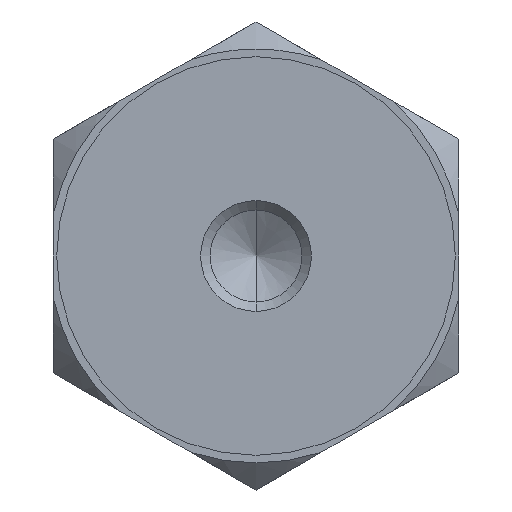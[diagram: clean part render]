
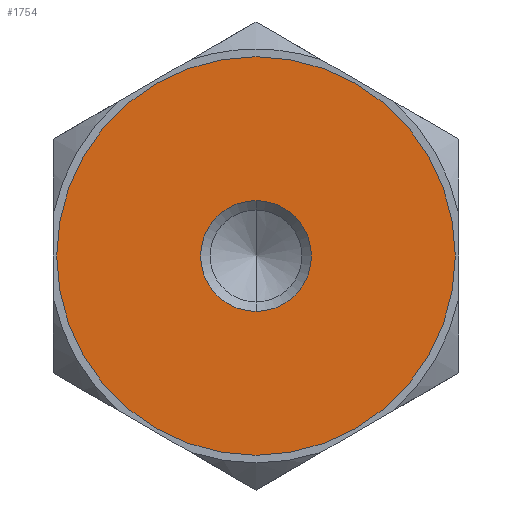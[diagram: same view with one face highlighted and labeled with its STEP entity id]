
A CAD part, front view. The second image highlights one B-rep face of the part: STEP entity #1754.
In plain terms, the highlighted planar face has unit normal (0, -1, 0).
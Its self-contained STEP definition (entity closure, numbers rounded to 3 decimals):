
#854=CARTESIAN_POINT('',(0.,-44.,0.));
#855=DIRECTION('',(0.,-1.,0.));
#856=DIRECTION('',(0.,0.,1.));
#857=AXIS2_PLACEMENT_3D('',#854,#855,#856);
#862=CARTESIAN_POINT('',(0.,-44.,0.));
#863=DIRECTION('',(0.,-1.,0.));
#864=DIRECTION('',(0.,0.,-1.));
#865=AXIS2_PLACEMENT_3D('',#862,#863,#864);
#870=CARTESIAN_POINT('',(0.,-44.,0.));
#871=DIRECTION('',(0.,1.,0.));
#872=DIRECTION('',(0.,0.,-1.));
#873=AXIS2_PLACEMENT_3D('',#870,#871,#872);
#878=CARTESIAN_POINT('',(0.,-44.,0.));
#879=DIRECTION('',(0.,1.,0.));
#880=DIRECTION('',(0.,0.,1.));
#881=AXIS2_PLACEMENT_3D('',#878,#879,#880);
#1061=CARTESIAN_POINT('',(0.,-44.,-4.1));
#1062=VERTEX_POINT('',#1061);
#1063=CARTESIAN_POINT('',(0.,-44.,4.1));
#1064=VERTEX_POINT('',#1063);
#1073=CARTESIAN_POINT('',(0.,-44.,-14.75));
#1075=VERTEX_POINT('',#1073);
#1077=CARTESIAN_POINT('',(0.,-44.,14.75));
#1079=VERTEX_POINT('',#1077);
#1739=CARTESIAN_POINT('',(17.5,-44.,0.));
#1740=DIRECTION('',(0.,-1.,0.));
#1741=DIRECTION('',(0.,0.,-1.));
#1742=AXIS2_PLACEMENT_3D('',#1739,#1740,#1741);
#1743=PLANE('',#1742);
#1744=ORIENTED_EDGE('',*,*,#1733,.F.);
#1745=ORIENTED_EDGE('',*,*,#1719,.F.);
#1746=EDGE_LOOP('',(#1744,#1745));
#1747=FACE_OUTER_BOUND('',#1746,.F.);
#1749=ORIENTED_EDGE('',*,*,#1748,.F.);
#1751=ORIENTED_EDGE('',*,*,#1750,.F.);
#1752=EDGE_LOOP('',(#1749,#1751));
#1753=FACE_BOUND('',#1752,.F.);
#1754=ADVANCED_FACE('',(#1747,#1753),#1743,.T.);
#858=CIRCLE('',#857,14.75);
#866=CIRCLE('',#865,14.75);
#874=CIRCLE('',#873,4.1);
#882=CIRCLE('',#881,4.1);
#1719=EDGE_CURVE('',#1075,#1079,#866,.T.);
#1733=EDGE_CURVE('',#1079,#1075,#858,.T.);
#1748=EDGE_CURVE('',#1062,#1064,#874,.T.);
#1750=EDGE_CURVE('',#1064,#1062,#882,.T.);
